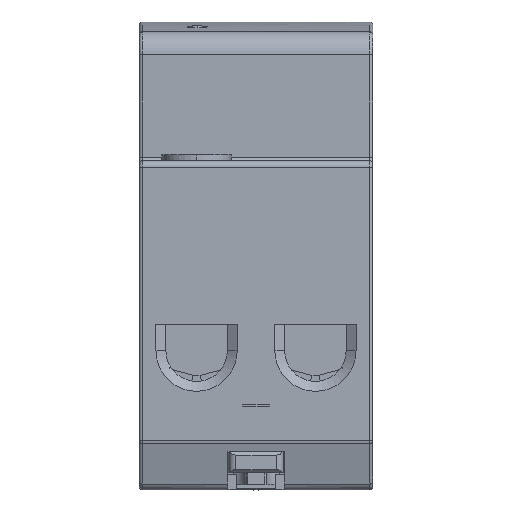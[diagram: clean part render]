
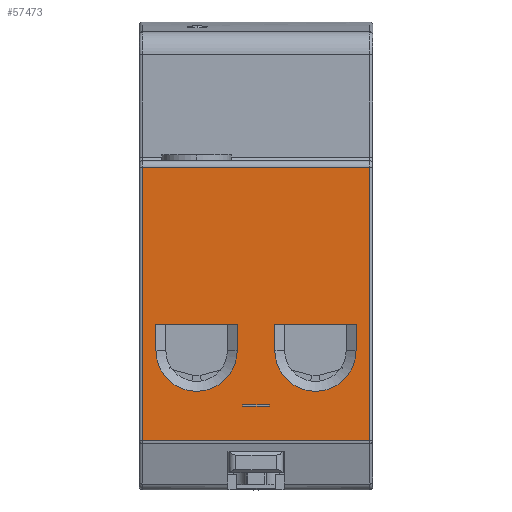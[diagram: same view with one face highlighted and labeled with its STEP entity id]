
A CAD part, left-side view. The second image highlights one B-rep face of the part: STEP entity #57473.
In plain terms, the highlighted planar face has unit normal (-1, 0, 0).
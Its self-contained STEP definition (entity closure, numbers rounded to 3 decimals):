
#675=DIRECTION('',(0.,0.,-1.));
#676=VECTOR('',#675,41.39);
#677=CARTESIAN_POINT('',(-45.2,-18.2,43.1));
#678=LINE('',#677,#676);
#12139=DIRECTION('',(0.,-1.,0.));
#12140=VECTOR('',#12139,34.4);
#12141=CARTESIAN_POINT('',(-45.2,-18.2,1.71));
#12142=LINE('',#12141,#12140);
#12147=DIRECTION('',(0.,-1.,0.));
#12148=VECTOR('',#12147,4.);
#12149=CARTESIAN_POINT('',(-45.2,-33.4,6.9));
#12150=LINE('',#12149,#12148);
#12151=DIRECTION('',(0.,0.,1.));
#12152=VECTOR('',#12151,0.2);
#12153=CARTESIAN_POINT('',(-45.2,-37.4,6.9));
#12154=LINE('',#12153,#12152);
#12155=DIRECTION('',(0.,1.,0.));
#12156=VECTOR('',#12155,12.3);
#12157=CARTESIAN_POINT('',(-45.2,-32.55,19.25));
#12158=LINE('',#12157,#12156);
#12159=DIRECTION('',(0.,0.,-1.));
#12160=VECTOR('',#12159,3.95);
#12161=CARTESIAN_POINT('',(-45.2,-20.25,19.25));
#12162=LINE('',#12161,#12160);
#12163=CARTESIAN_POINT('',(-45.2,-26.4,15.3));
#12164=DIRECTION('',(-1.,0.,0.));
#12165=DIRECTION('',(0.,1.,0.));
#12166=AXIS2_PLACEMENT_3D('',#12163,#12164,#12165);
#12168=CARTESIAN_POINT('',(-45.2,-26.4,15.3));
#12169=DIRECTION('',(-1.,0.,0.));
#12170=DIRECTION('',(0.,0.,-1.));
#12171=AXIS2_PLACEMENT_3D('',#12168,#12169,#12170);
#12173=DIRECTION('',(0.,0.,1.));
#12174=VECTOR('',#12173,3.95);
#12175=CARTESIAN_POINT('',(-45.2,-32.55,
15.3));
#12176=LINE('',#12175,#12174);
#12177=DIRECTION('',(0.,1.,0.));
#12178=VECTOR('',#12177,12.3);
#12179=CARTESIAN_POINT('',(-45.2,-50.55,19.25));
#12180=LINE('',#12179,#12178);
#12181=DIRECTION('',(0.,0.,-1.));
#12182=VECTOR('',#12181,3.95);
#12183=CARTESIAN_POINT('',(-45.2,-38.25,19.25));
#12184=LINE('',#12183,#12182);
#12185=CARTESIAN_POINT('',(-45.2,-44.4,15.3));
#12186=DIRECTION('',(-1.,0.,0.));
#12187=DIRECTION('',(0.,1.,0.));
#12188=AXIS2_PLACEMENT_3D('',#12185,#12186,#12187);
#12190=CARTESIAN_POINT('',(-45.2,-44.4,15.3));
#12191=DIRECTION('',(-1.,0.,0.));
#12192=DIRECTION('',(0.,0.,-1.));
#12193=AXIS2_PLACEMENT_3D('',#12190,#12191,#12192);
#12195=DIRECTION('',(0.,0.,1.));
#12196=VECTOR('',#12195,3.95);
#12197=CARTESIAN_POINT('',(-45.2,-50.55,
15.3));
#12198=LINE('',#12197,#12196);
#12203=DIRECTION('',(0.,0.,1.));
#12204=VECTOR('',#12203,41.39);
#12205=CARTESIAN_POINT('',(-45.2,-52.6,1.71));
#12206=LINE('',#12205,#12204);
#14800=DIRECTION('',(0.,-1.,0.));
#14801=VECTOR('',#14800,4.);
#14802=CARTESIAN_POINT('',(-45.2,-33.4,7.1));
#14803=LINE('',#14802,#14801);
#14820=DIRECTION('',(0.,0.,1.));
#14821=VECTOR('',#14820,0.2);
#14822=CARTESIAN_POINT('',(-45.2,-33.4,6.9));
#14823=LINE('',#14822,#14821);
#15878=DIRECTION('',(0.,1.,0.));
#15879=VECTOR('',#15878,34.4);
#15880=CARTESIAN_POINT('',(-45.2,-52.6,43.1));
#15881=LINE('',#15880,#15879);
#32748=CARTESIAN_POINT('',(-45.2,-18.2,1.71));
#32749=VERTEX_POINT('',#32748);
#32750=CARTESIAN_POINT('',(-45.2,-18.2,43.1));
#32751=VERTEX_POINT('',#32750);
#35158=CARTESIAN_POINT('',(-45.2,-52.6,1.71));
#35159=VERTEX_POINT('',#35158);
#35160=CARTESIAN_POINT('',(-45.2,-52.6,43.1));
#35161=VERTEX_POINT('',#35160);
#35162=CARTESIAN_POINT('',(-45.2,-33.4,6.9));
#35163=CARTESIAN_POINT('',(-45.2,-33.4,7.1));
#35164=VERTEX_POINT('',#35162);
#35165=VERTEX_POINT('',#35163);
#35166=CARTESIAN_POINT('',(-45.2,-37.4,6.9));
#35167=VERTEX_POINT('',#35166);
#35168=CARTESIAN_POINT('',(-45.2,-37.4,7.1));
#35169=VERTEX_POINT('',#35168);
#35170=CARTESIAN_POINT('',(-45.2,-32.55,19.25));
#35171=CARTESIAN_POINT('',(-45.2,-20.25,19.25));
#35172=VERTEX_POINT('',#35170);
#35173=VERTEX_POINT('',#35171);
#35174=CARTESIAN_POINT('',(-45.2,-20.25,
15.3));
#35175=VERTEX_POINT('',#35174);
#35176=CARTESIAN_POINT('',(-45.2,-26.4,9.15));
#35177=VERTEX_POINT('',#35176);
#35178=CARTESIAN_POINT('',(-45.2,-32.55,15.3));
#35179=VERTEX_POINT('',#35178);
#35180=CARTESIAN_POINT('',(-45.2,-50.55,19.25));
#35181=CARTESIAN_POINT('',(-45.2,-38.25,19.25));
#35182=VERTEX_POINT('',#35180);
#35183=VERTEX_POINT('',#35181);
#35184=CARTESIAN_POINT('',(-45.2,-38.25,
15.3));
#35185=VERTEX_POINT('',#35184);
#35186=CARTESIAN_POINT('',(-45.2,-44.4,9.15));
#35187=VERTEX_POINT('',#35186);
#35188=CARTESIAN_POINT('',(-45.2,-50.55,15.3));
#35189=VERTEX_POINT('',#35188);
#57426=CARTESIAN_POINT('',(-45.2,-53.1,5.6));
#57427=DIRECTION('',(1.,0.,0.));
#57428=DIRECTION('',(0.,0.,-1.));
#57429=AXIS2_PLACEMENT_3D('',#57426,#57427,#57428);
#57430=PLANE('',#57429);
#57432=ORIENTED_EDGE('',*,*,#57431,.F.);
#57433=ORIENTED_EDGE('',*,*,#57417,.F.);
#57434=ORIENTED_EDGE('',*,*,#42465,.F.);
#57436=ORIENTED_EDGE('',*,*,#57435,.F.);
#57437=EDGE_LOOP('',(#57432,#57433,#57434,#57436));
#57438=FACE_OUTER_BOUND('',#57437,.F.);
#57440=ORIENTED_EDGE('',*,*,#57439,.F.);
#57442=ORIENTED_EDGE('',*,*,#57441,.T.);
#57444=ORIENTED_EDGE('',*,*,#57443,.T.);
#57446=ORIENTED_EDGE('',*,*,#57445,.F.);
#57447=EDGE_LOOP('',(#57440,#57442,#57444,#57446));
#57448=FACE_BOUND('',#57447,.F.);
#57450=ORIENTED_EDGE('',*,*,#57449,.T.);
#57452=ORIENTED_EDGE('',*,*,#57451,.T.);
#57454=ORIENTED_EDGE('',*,*,#57453,.T.);
#57456=ORIENTED_EDGE('',*,*,#57455,.T.);
#57458=ORIENTED_EDGE('',*,*,#57457,.T.);
#57459=EDGE_LOOP('',(#57450,#57452,#57454,#57456,#57458));
#57460=FACE_BOUND('',#57459,.F.);
#57462=ORIENTED_EDGE('',*,*,#57461,.T.);
#57464=ORIENTED_EDGE('',*,*,#57463,.T.);
#57466=ORIENTED_EDGE('',*,*,#57465,.T.);
#57468=ORIENTED_EDGE('',*,*,#57467,.T.);
#57470=ORIENTED_EDGE('',*,*,#57469,.T.);
#57471=EDGE_LOOP('',(#57462,#57464,#57466,#57468,#57470));
#57472=FACE_BOUND('',#57471,.F.);
#57473=ADVANCED_FACE('',(#57438,#57448,#57460,#57472),#57430,.F.);
#12167=CIRCLE('',#12166,6.15);
#12172=CIRCLE('',#12171,6.15);
#12189=CIRCLE('',#12188,6.15);
#12194=CIRCLE('',#12193,6.15);
#42465=EDGE_CURVE('',#32751,#32749,#678,.T.);
#57417=EDGE_CURVE('',#32749,#35159,#12142,.T.);
#57431=EDGE_CURVE('',#35159,#35161,#12206,.T.);
#57435=EDGE_CURVE('',#35161,#32751,#15881,.T.);
#57439=EDGE_CURVE('',#35164,#35165,#14823,.T.);
#57441=EDGE_CURVE('',#35164,#35167,#12150,.T.);
#57443=EDGE_CURVE('',#35167,#35169,#12154,.T.);
#57445=EDGE_CURVE('',#35165,#35169,#14803,.T.);
#57449=EDGE_CURVE('',#35172,#35173,#12158,.T.);
#57451=EDGE_CURVE('',#35173,#35175,#12162,.T.);
#57453=EDGE_CURVE('',#35175,#35177,#12167,.T.);
#57455=EDGE_CURVE('',#35177,#35179,#12172,.T.);
#57457=EDGE_CURVE('',#35179,#35172,#12176,.T.);
#57461=EDGE_CURVE('',#35182,#35183,#12180,.T.);
#57463=EDGE_CURVE('',#35183,#35185,#12184,.T.);
#57465=EDGE_CURVE('',#35185,#35187,#12189,.T.);
#57467=EDGE_CURVE('',#35187,#35189,#12194,.T.);
#57469=EDGE_CURVE('',#35189,#35182,#12198,.T.);
